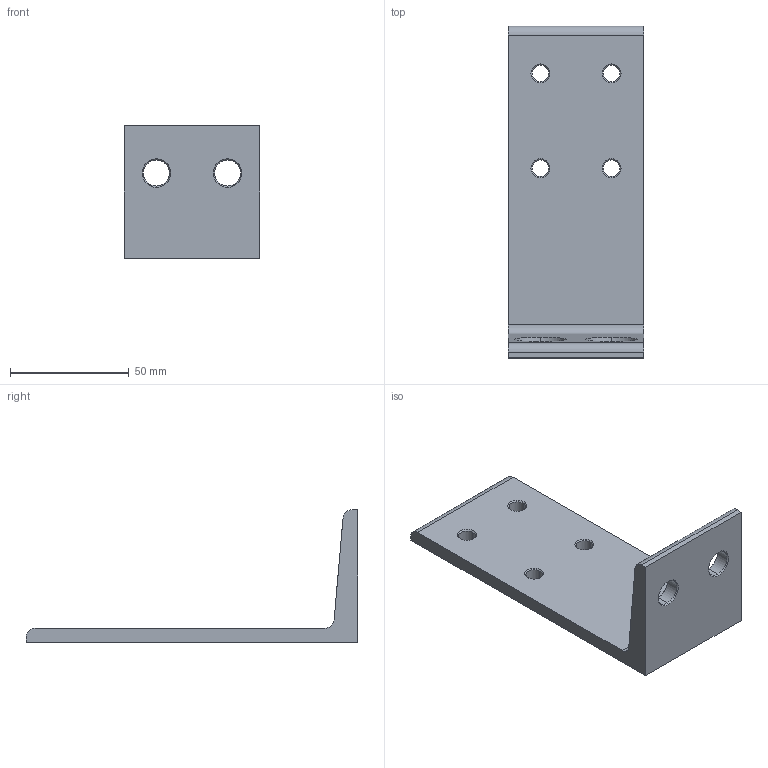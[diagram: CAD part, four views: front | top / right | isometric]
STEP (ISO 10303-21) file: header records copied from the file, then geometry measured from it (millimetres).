
FILE_DESCRIPTION(('STEP AP214'),'1');
FILE_NAME('fath_093ba140d60.stp','2017-10-09T09:56:29',('TraceParts'),('TraceParts S.A.'),'Spatial InterOp 3D',' ',' ');
FILE_SCHEMA(('automotive_design'));
Length unit declared in the file: millimetre
Products named in the file (1): fath_093ba140d60
Bounding box: 57 x 140 x 56 mm (x, y, z)
Volume: 67869.9 mm3; surface area: 24711 mm2
Topology: 1 solids, 1 shells, 53 faces, 123 edges, 74 vertices
Faces by surface type: cone 24, cylinder 19, plane 10
Entity records: 1976 total; most frequent: DIRECTION 285, CARTESIAN_POINT 263, ORIENTED_EDGE 246, EDGE_CURVE 123, AXIS2_PLACEMENT_3D 112, VERTEX_POINT 74, EDGE_LOOP 67, LINE 61
